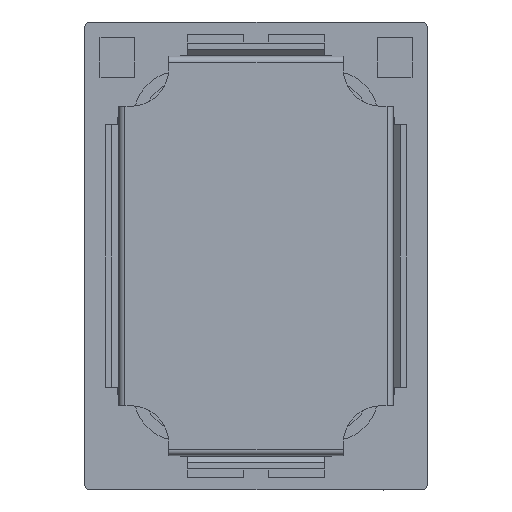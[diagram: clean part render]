
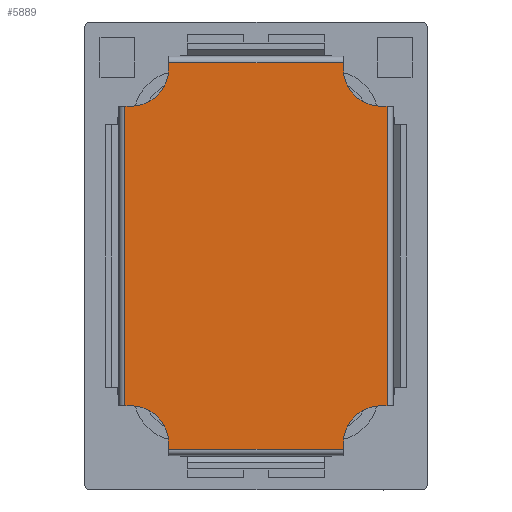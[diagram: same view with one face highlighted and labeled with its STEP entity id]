
A CAD part, front view. The second image highlights one B-rep face of the part: STEP entity #5889.
In plain terms, the highlighted planar face has unit normal (0, -1, 0).
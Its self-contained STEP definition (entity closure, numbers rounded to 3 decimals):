
#332=CIRCLE('',#6345,1.2);
#333=CIRCLE('',#6347,1.2);
#334=CIRCLE('',#6348,1.2);
#335=CIRCLE('',#6349,1.2);
#583=FACE_OUTER_BOUND('',#890,.T.);
#890=EDGE_LOOP('',(#4950,#4951,#4952,#4953,#4954,#4955,#4956,#4957,#4958,
#4959,#4960,#4961,#4962,#4963,#4964,#4965));
#1374=LINE('',#9126,#2030);
#1375=LINE('',#9130,#2031);
#1376=LINE('',#9134,#2032);
#1393=LINE('',#9227,#2049);
#1396=LINE('',#9233,#2052);
#1397=LINE('',#9236,#2053);
#1414=LINE('',#9322,#2070);
#1417=LINE('',#9328,#2073);
#1418=LINE('',#9331,#2074);
#1442=LINE('',#9419,#2098);
#1445=LINE('',#9425,#2101);
#1446=LINE('',#9428,#2102);
#2030=VECTOR('',#7142,1000.);
#2031=VECTOR('',#7147,1000.);
#2032=VECTOR('',#7152,1000.);
#2049=VECTOR('',#7269,1000.);
#2052=VECTOR('',#7274,1000.);
#2053=VECTOR('',#7279,1000.);
#2070=VECTOR('',#7382,1000.);
#2073=VECTOR('',#7387,1000.);
#2074=VECTOR('',#7392,1000.);
#2098=VECTOR('',#7500,1000.);
#2101=VECTOR('',#7505,1000.);
#2102=VECTOR('',#7510,1000.);
#2630=VERTEX_POINT('',#9123);
#2631=VERTEX_POINT('',#9125);
#2632=VERTEX_POINT('',#9129);
#2633=VERTEX_POINT('',#9133);
#2658=VERTEX_POINT('',#9224);
#2659=VERTEX_POINT('',#9226);
#2660=VERTEX_POINT('',#9230);
#2661=VERTEX_POINT('',#9232);
#2686=VERTEX_POINT('',#9319);
#2687=VERTEX_POINT('',#9321);
#2688=VERTEX_POINT('',#9325);
#2689=VERTEX_POINT('',#9327);
#2710=VERTEX_POINT('',#9416);
#2711=VERTEX_POINT('',#9418);
#2712=VERTEX_POINT('',#9422);
#2713=VERTEX_POINT('',#9424);
#3304=EDGE_CURVE('',#2631,#2630,#1374,.T.);
#3306=EDGE_CURVE('',#2632,#2631,#1375,.T.);
#3308=EDGE_CURVE('',#2633,#2632,#1376,.T.);
#3356=EDGE_CURVE('',#2659,#2658,#1393,.T.);
#3359=EDGE_CURVE('',#2661,#2660,#1396,.T.);
#3361=EDGE_CURVE('',#2658,#2661,#1397,.T.);
#3403=EDGE_CURVE('',#2687,#2686,#1414,.T.);
#3406=EDGE_CURVE('',#2689,#2688,#1417,.T.);
#3408=EDGE_CURVE('',#2686,#2689,#1418,.T.);
#3451=EDGE_CURVE('',#2711,#2710,#1442,.T.);
#3454=EDGE_CURVE('',#2713,#2712,#1445,.T.);
#3456=EDGE_CURVE('',#2710,#2713,#1446,.T.);
#3550=EDGE_CURVE('',#2711,#2630,#332,.T.);
#3551=EDGE_CURVE('',#2687,#2712,#333,.T.);
#3552=EDGE_CURVE('',#2659,#2688,#334,.T.);
#3553=EDGE_CURVE('',#2633,#2660,#335,.T.);
#4950=ORIENTED_EDGE('',*,*,#3550,.F.);
#4951=ORIENTED_EDGE('',*,*,#3451,.T.);
#4952=ORIENTED_EDGE('',*,*,#3456,.T.);
#4953=ORIENTED_EDGE('',*,*,#3454,.T.);
#4954=ORIENTED_EDGE('',*,*,#3551,.F.);
#4955=ORIENTED_EDGE('',*,*,#3403,.T.);
#4956=ORIENTED_EDGE('',*,*,#3408,.T.);
#4957=ORIENTED_EDGE('',*,*,#3406,.T.);
#4958=ORIENTED_EDGE('',*,*,#3552,.F.);
#4959=ORIENTED_EDGE('',*,*,#3356,.T.);
#4960=ORIENTED_EDGE('',*,*,#3361,.T.);
#4961=ORIENTED_EDGE('',*,*,#3359,.T.);
#4962=ORIENTED_EDGE('',*,*,#3553,.F.);
#4963=ORIENTED_EDGE('',*,*,#3308,.T.);
#4964=ORIENTED_EDGE('',*,*,#3306,.T.);
#4965=ORIENTED_EDGE('',*,*,#3304,.T.);
#5640=PLANE('',#6346);
#5889=ADVANCED_FACE('',(#583),#5640,.F.);
#6345=AXIS2_PLACEMENT_3D('',#9612,#7688,#7689);
#6346=AXIS2_PLACEMENT_3D('',#9613,#7690,#7691);
#6347=AXIS2_PLACEMENT_3D('',#9614,#7692,#7693);
#6348=AXIS2_PLACEMENT_3D('',#9615,#7694,#7695);
#6349=AXIS2_PLACEMENT_3D('',#9616,#7696,#7697);
#7142=DIRECTION('',(-1.,0.,0.));
#7147=DIRECTION('',(0.,0.,1.));
#7152=DIRECTION('',(1.,0.,0.));
#7269=DIRECTION('',(0.,0.,-1.));
#7274=DIRECTION('',(0.,0.,1.));
#7279=DIRECTION('',(1.,0.,0.));
#7382=DIRECTION('',(-1.,0.,0.));
#7387=DIRECTION('',(1.,0.,0.));
#7392=DIRECTION('',(0.,0.,-1.));
#7500=DIRECTION('',(0.,0.,1.));
#7505=DIRECTION('',(0.,0.,-1.));
#7510=DIRECTION('',(-1.,0.,0.));
#7688=DIRECTION('center_axis',(0.,-1.,0.));
#7689=DIRECTION('ref_axis',(0.,0.,-1.));
#7690=DIRECTION('center_axis',(0.,1.,0.));
#7691=DIRECTION('ref_axis',(1.,0.,0.));
#7692=DIRECTION('center_axis',(0.,-1.,0.));
#7693=DIRECTION('ref_axis',(0.,0.,-1.));
#7694=DIRECTION('center_axis',(0.,-1.,0.));
#7695=DIRECTION('ref_axis',(0.,0.,-1.));
#7696=DIRECTION('center_axis',(0.,-1.,0.));
#7697=DIRECTION('ref_axis',(0.,0.,-1.));
#9123=CARTESIAN_POINT('',(9.5,0.,-2.7));
#9125=CARTESIAN_POINT('',(9.7,0.,-2.7));
#9126=CARTESIAN_POINT('',(9.7,0.,-2.7));
#9129=CARTESIAN_POINT('',(9.7,0.,-12.3));
#9130=CARTESIAN_POINT('',(9.7,0.,-12.3));
#9133=CARTESIAN_POINT('',(9.5,0.,-12.3));
#9134=CARTESIAN_POINT('',(9.5,0.,-12.3));
#9224=CARTESIAN_POINT('',(2.7,0.,-13.7));
#9226=CARTESIAN_POINT('',(2.7,0.,-13.5));
#9227=CARTESIAN_POINT('',(2.7,0.,-13.5));
#9230=CARTESIAN_POINT('',(8.3,0.,-13.5));
#9232=CARTESIAN_POINT('',(8.3,0.,-13.7));
#9233=CARTESIAN_POINT('',(8.3,0.,-13.7));
#9236=CARTESIAN_POINT('',(2.7,0.,-13.7));
#9319=CARTESIAN_POINT('',(1.3,0.,-2.7));
#9321=CARTESIAN_POINT('',(1.5,0.,-2.7));
#9322=CARTESIAN_POINT('',(1.5,0.,-2.7));
#9325=CARTESIAN_POINT('',(1.5,0.,-12.3));
#9327=CARTESIAN_POINT('',(1.3,0.,-12.3));
#9328=CARTESIAN_POINT('',(1.3,0.,-12.3));
#9331=CARTESIAN_POINT('',(1.3,0.,-2.7));
#9416=CARTESIAN_POINT('',(8.3,0.,-1.3));
#9418=CARTESIAN_POINT('',(8.3,0.,-1.5));
#9419=CARTESIAN_POINT('',(8.3,0.,-1.5));
#9422=CARTESIAN_POINT('',(2.7,0.,-1.5));
#9424=CARTESIAN_POINT('',(2.7,0.,-1.3));
#9425=CARTESIAN_POINT('',(2.7,0.,-1.3));
#9428=CARTESIAN_POINT('',(8.3,0.,-1.3));
#9612=CARTESIAN_POINT('Origin',(9.5,0.,-1.5));
#9613=CARTESIAN_POINT('Origin',(5.5,0.,-7.5));
#9614=CARTESIAN_POINT('Origin',(1.5,0.,-1.5));
#9615=CARTESIAN_POINT('Origin',(1.5,0.,-13.5));
#9616=CARTESIAN_POINT('Origin',(9.5,0.,-13.5));
